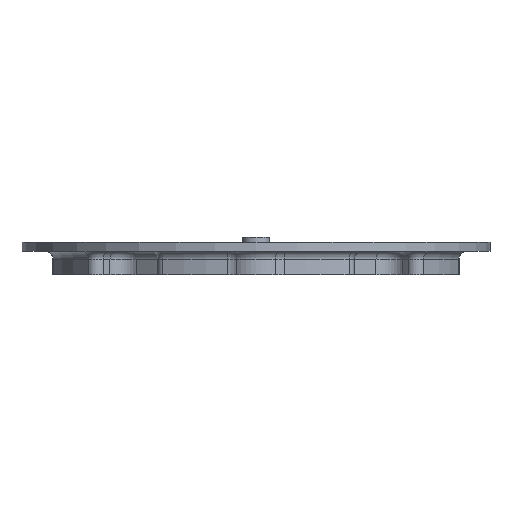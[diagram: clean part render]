
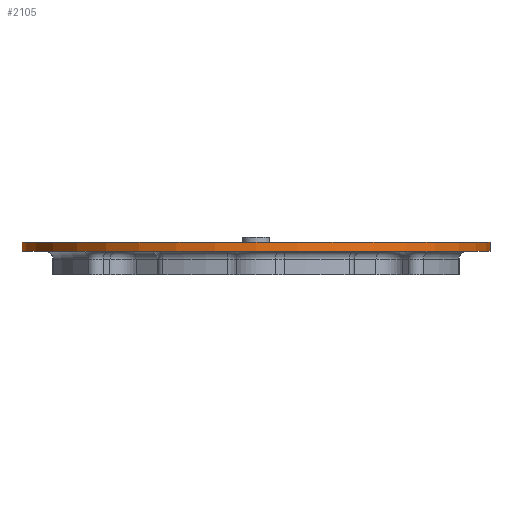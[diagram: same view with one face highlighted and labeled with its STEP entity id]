
A CAD part, front view. The second image highlights one B-rep face of the part: STEP entity #2105.
In plain terms, the highlighted cylindrical face has radius 25.25 mm (diameter 50.5 mm), a partial arc.
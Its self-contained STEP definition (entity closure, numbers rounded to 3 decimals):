
#578 = AXIS2_PLACEMENT_3D ( 'NONE', #4938, #2816, #4401 ) ;
#649 = ORIENTED_EDGE ( 'NONE', *, *, #6570, .T. ) ;
#671 = CIRCLE ( 'NONE', #5943, 25.25 ) ;
#708 = CARTESIAN_POINT ( 'NONE',  ( 25.25, 0., -1. ) ) ;
#776 = VERTEX_POINT ( 'NONE', #708 ) ;
#845 = EDGE_CURVE ( 'NONE', #2154, #6030, #671, .T. ) ;
#1326 = VERTEX_POINT ( 'NONE', #3542 ) ;
#1691 = VECTOR ( 'NONE', #1902, 1000. ) ;
#1806 = LINE ( 'NONE', #3496, #6805 ) ;
#1895 = CARTESIAN_POINT ( 'NONE',  ( 0., 0., 0. ) ) ;
#1902 = DIRECTION ( 'NONE',  ( 0., 0., 1. ) ) ;
#2105 = ADVANCED_FACE ( 'NONE', ( #5047 ), #6684, .T. ) ;
#2154 = VERTEX_POINT ( 'NONE', #3891 ) ;
#2203 = CARTESIAN_POINT ( 'NONE',  ( 25.25, 0., 0. ) ) ;
#2316 = DIRECTION ( 'NONE',  ( 0., 0., 1. ) ) ;
#2816 = DIRECTION ( 'NONE',  ( 0., 0., 1. ) ) ;
#3318 = CIRCLE ( 'NONE', #6389, 25.25 ) ;
#3408 = CARTESIAN_POINT ( 'NONE',  ( 0., 0., -1. ) ) ;
#3496 = CARTESIAN_POINT ( 'NONE',  ( -25.25, 0., -1. ) ) ;
#3540 = EDGE_CURVE ( 'NONE', #1326, #776, #3318, .T. ) ;
#3542 = CARTESIAN_POINT ( 'NONE',  ( -25.25, 0., -1. ) ) ;
#3583 = DIRECTION ( 'NONE',  ( 1., 0., 0. ) ) ;
#3835 = DIRECTION ( 'NONE',  ( 0., 0., 1. ) ) ;
#3891 = CARTESIAN_POINT ( 'NONE',  ( -25.25, 0., 0. ) ) ;
#3928 = ORIENTED_EDGE ( 'NONE', *, *, #845, .F. ) ;
#4171 = CARTESIAN_POINT ( 'NONE',  ( 25.25, 0., -1. ) ) ;
#4401 = DIRECTION ( 'NONE',  ( 1., 0., 0. ) ) ;
#4938 = CARTESIAN_POINT ( 'NONE',  ( 0., 0., -1. ) ) ;
#4988 = DIRECTION ( 'NONE',  ( 1., 0., 0. ) ) ;
#5047 = FACE_OUTER_BOUND ( 'NONE', #6198, .T. ) ;
#5131 = DIRECTION ( 'NONE',  ( 0., 0., 1. ) ) ;
#5653 = ORIENTED_EDGE ( 'NONE', *, *, #3540, .T. ) ;
#5728 = EDGE_CURVE ( 'NONE', #1326, #2154, #1806, .T. ) ;
#5775 = LINE ( 'NONE', #4171, #1691 ) ;
#5943 = AXIS2_PLACEMENT_3D ( 'NONE', #1895, #5131, #3583 ) ;
#6030 = VERTEX_POINT ( 'NONE', #2203 ) ;
#6198 = EDGE_LOOP ( 'NONE', ( #6405, #5653, #649, #3928 ) ) ;
#6389 = AXIS2_PLACEMENT_3D ( 'NONE', #3408, #3835, #4988 ) ;
#6405 = ORIENTED_EDGE ( 'NONE', *, *, #5728, .F. ) ;
#6570 = EDGE_CURVE ( 'NONE', #776, #6030, #5775, .T. ) ;
#6684 = CYLINDRICAL_SURFACE ( 'NONE', #578, 25.25 ) ;
#6805 = VECTOR ( 'NONE', #2316, 1000. ) ;
